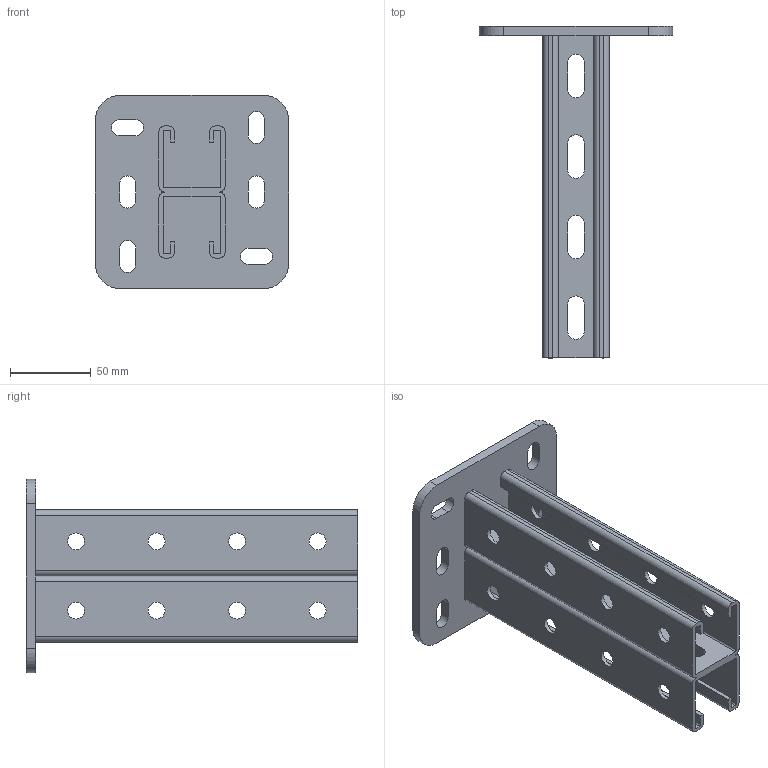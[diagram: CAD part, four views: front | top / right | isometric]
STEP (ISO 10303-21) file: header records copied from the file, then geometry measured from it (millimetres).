
FILE_DESCRIPTION (( 'STEP AP203' ), '1' );
FILE_NAME ('Ïîäâåñ BSD-41_BSD4102.STEP', '2012-11-16T09:00:02', ( 'Àñååâ' ), ( '' ), 'SwSTEP 2.0', 'SolidWorks 2012', '' );
FILE_SCHEMA (( 'CONFIG_CONTROL_DESIGN' ));
Length unit declared in the file: millimetre
Products named in the file (1): 砐鳱殥 BSD-41_BSD4102
Bounding box: 120 x 206 x 120 mm (x, y, z)
Volume: 211359.1 mm3; surface area: 130001.9 mm2
Topology: 1 solids, 1 shells, 121 faces, 370 edges, 252 vertices
Faces by surface type: cylinder 64, plane 57
Full cylindrical faces by diameter (mm): 10.5 x16
Entity records: 4157 total; most frequent: DIRECTION 710, CARTESIAN_POINT 696, ORIENTED_EDGE 676, EDGE_CURVE 338, AXIS2_PLACEMENT_3D 250, VERTEX_POINT 236, VECTOR 210, LINE 210
